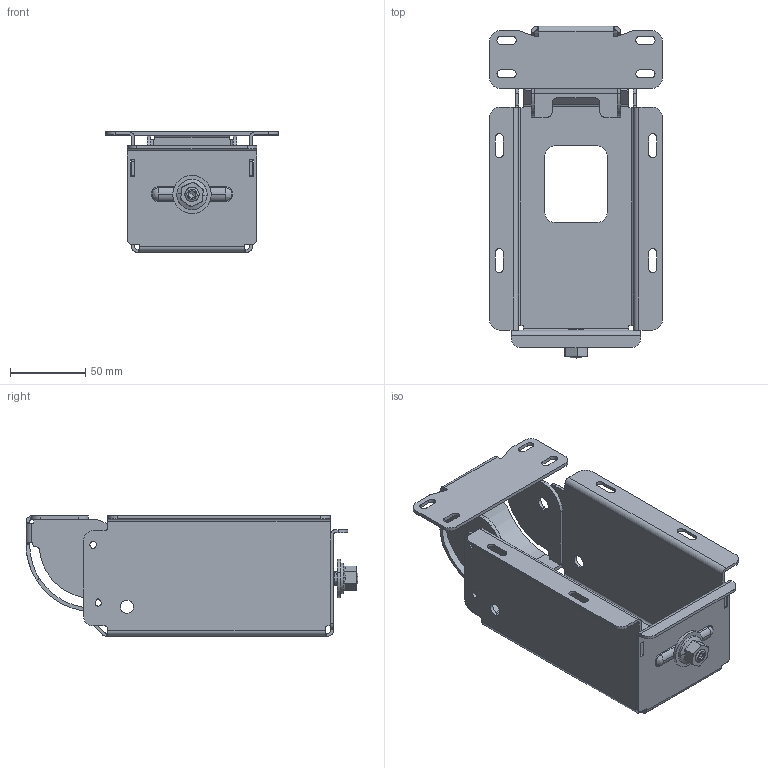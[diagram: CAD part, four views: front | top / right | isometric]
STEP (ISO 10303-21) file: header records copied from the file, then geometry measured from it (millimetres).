
FILE_DESCRIPTION (( 'STEP AP214' ), '1' );
FILE_NAME ('V0200 Mounting Model.STEP', '2017-05-25T01:33:47', ( '' ), ( '' ), 'SwSTEP 2.0', 'SolidWorks 2014', '' );
FILE_SCHEMA (( 'AUTOMOTIVE_DESIGN' ));
Length unit declared in the file: inch
Products named in the file (3): V0200 Mounting Model; 31688_FOR SALES; V0200 Housing
Assembly tree (2 placements, depth 2):
  V0200 Mounting Model
    V0200 Housing
    31688_FOR SALES
Bounding box: 114.3 x 220.03 x 79.78 mm (x, y, z)
Volume: 130285.3 mm3; surface area: 130279 mm2
Topology: 5 solids, 6 shells, 357 faces, 1040 edges, 695 vertices
Faces by surface type: cylinder 183, plane 139, bspline 31, cone 4
Entity records: 24313 total; most frequent: CARTESIAN_POINT 9930, ORIENTED_EDGE 2076, DIRECTION 1969, EDGE_CURVE 1038, AXIS2_PLACEMENT_3D 704, VERTEX_POINT 695, LINE 561, VECTOR 561
